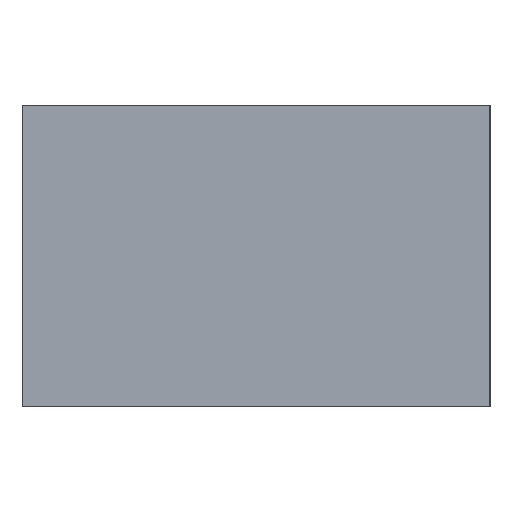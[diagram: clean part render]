
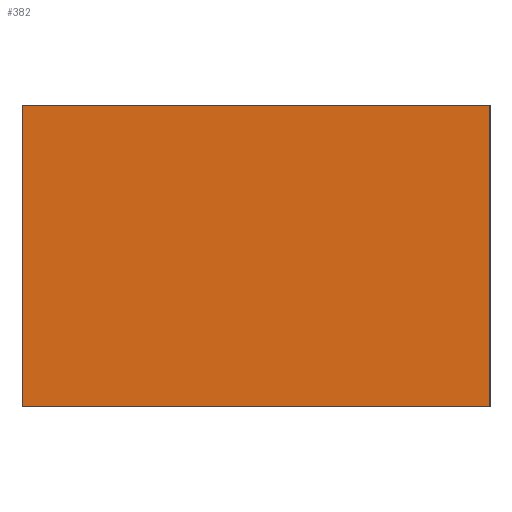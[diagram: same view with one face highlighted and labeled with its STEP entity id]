
A CAD part, left-side view. The second image highlights one B-rep face of the part: STEP entity #382.
In plain terms, the highlighted planar face has unit normal (-1, 0, 0).
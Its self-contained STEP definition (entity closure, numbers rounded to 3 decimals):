
#26 = EDGE_CURVE ( 'NONE', #703, #1339, #1431, .T. ) ;
#34 = EDGE_CURVE ( 'NONE', #1339, #456, #360, .T. ) ;
#132 = FACE_OUTER_BOUND ( 'NONE', #793, .T. ) ;
#174 = EDGE_CURVE ( 'NONE', #680, #456, #278, .T. ) ;
#278 = LINE ( 'NONE', #1359, #851 ) ;
#336 = CARTESIAN_POINT ( 'NONE',  ( -99., -37.5, -24.15 ) ) ;
#344 = VECTOR ( 'NONE', #1095, 1000. ) ;
#360 = LINE ( 'NONE', #1306, #344 ) ;
#362 = CARTESIAN_POINT ( 'NONE',  ( -99., 37.5, -24.15 ) ) ;
#382 = ADVANCED_FACE ( 'NONE', ( #132 ), #620, .T. ) ;
#442 = ORIENTED_EDGE ( 'NONE', *, *, #687, .F. ) ;
#456 = VERTEX_POINT ( 'NONE', #1137 ) ;
#465 = ORIENTED_EDGE ( 'NONE', *, *, #34, .T. ) ;
#469 = DIRECTION ( 'NONE',  ( 0., -1., 0. ) ) ;
#486 = VECTOR ( 'NONE', #843, 1000. ) ;
#509 = DIRECTION ( 'NONE',  ( -1., 0., 0. ) ) ;
#620 = PLANE ( 'NONE',  #1498 ) ;
#680 = VERTEX_POINT ( 'NONE', #1197 ) ;
#687 = EDGE_CURVE ( 'NONE', #703, #680, #1336, .T. ) ;
#703 = VERTEX_POINT ( 'NONE', #1325 ) ;
#757 = DIRECTION ( 'NONE',  ( 0., -1., 0. ) ) ;
#793 = EDGE_LOOP ( 'NONE', ( #465, #1021, #442, #1437 ) ) ;
#843 = DIRECTION ( 'NONE',  ( 0., 0., 1. ) ) ;
#849 = CARTESIAN_POINT ( 'NONE',  ( -99., 37.5, -24.15 ) ) ;
#851 = VECTOR ( 'NONE', #757, 1000. ) ;
#951 = VECTOR ( 'NONE', #469, 1000. ) ;
#982 = DIRECTION ( 'NONE',  ( 0., -1., 0. ) ) ;
#1021 = ORIENTED_EDGE ( 'NONE', *, *, #174, .F. ) ;
#1095 = DIRECTION ( 'NONE',  ( 0., 0., 1. ) ) ;
#1096 = CARTESIAN_POINT ( 'NONE',  ( -99., 37.5, -24.15 ) ) ;
#1137 = CARTESIAN_POINT ( 'NONE',  ( -99., -37.5, 24.15 ) ) ;
#1197 = CARTESIAN_POINT ( 'NONE',  ( -99., 37.5, 24.15 ) ) ;
#1306 = CARTESIAN_POINT ( 'NONE',  ( -99., -37.5, -24.15 ) ) ;
#1325 = CARTESIAN_POINT ( 'NONE',  ( -99., 37.5, -24.15 ) ) ;
#1336 = LINE ( 'NONE', #362, #486 ) ;
#1339 = VERTEX_POINT ( 'NONE', #336 ) ;
#1359 = CARTESIAN_POINT ( 'NONE',  ( -99., 37.5, 24.15 ) ) ;
#1431 = LINE ( 'NONE', #849, #951 ) ;
#1437 = ORIENTED_EDGE ( 'NONE', *, *, #26, .T. ) ;
#1498 = AXIS2_PLACEMENT_3D ( 'NONE', #1096, #509, #982 ) ;
